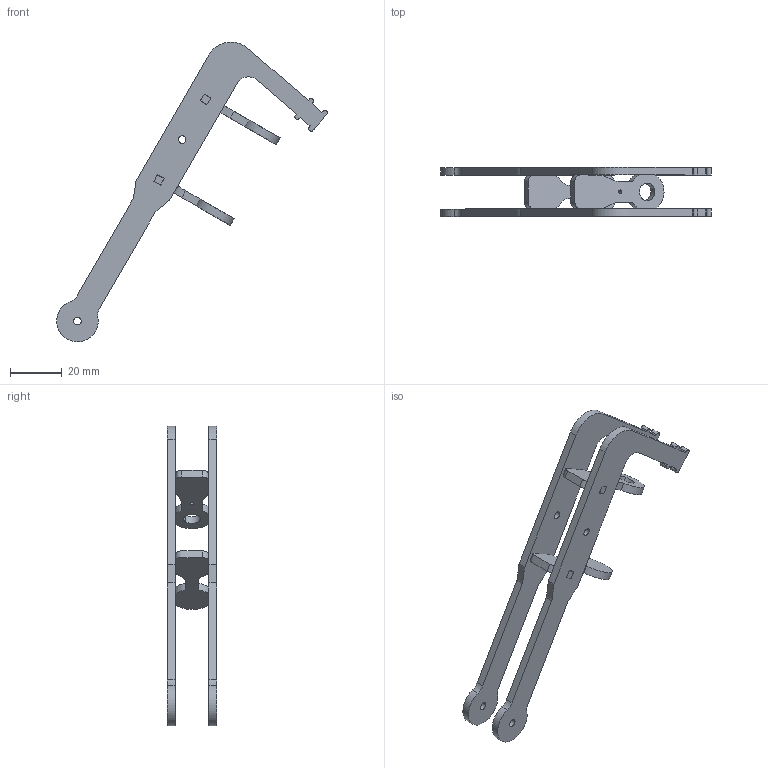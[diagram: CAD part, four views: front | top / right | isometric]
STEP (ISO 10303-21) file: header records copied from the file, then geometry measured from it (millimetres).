
FILE_DESCRIPTION(/* description */ (''),/* implementation_level */ '2;1');
FILE_NAME(/* name */ 'AEK-MC-HB',/* time_stamp */ '2020-04-15T14:55:17+02:00',/* author */ (''),/* organization */ (''),/* preprocessor_version */ 'ST-DEVELOPER v15',/* originating_system */ '',/* authorisation */ '');
FILE_SCHEMA (('AUTOMOTIVE_DESIGN'));
Length unit declared in the file: millimetre
Products named in the file (1): Document
Bounding box: 104.54 x 19 x 115.78 mm (x, y, z)
Volume: 14186.6 mm3; surface area: 12681.8 mm2
Topology: 4 solids, 4 shells, 123 faces, 345 edges, 230 vertices
Faces by surface type: bspline 99, plane 24
Entity records: 4559 total; most frequent: CARTESIAN_POINT 2506, ORIENTED_EDGE 690, EDGE_CURVE 345, VERTEX_POINT 230, B_SPLINE_CURVE_WITH_KNOTS 192, EDGE_LOOP 143, ADVANCED_FACE 123, FACE_OUTER_BOUND 123
